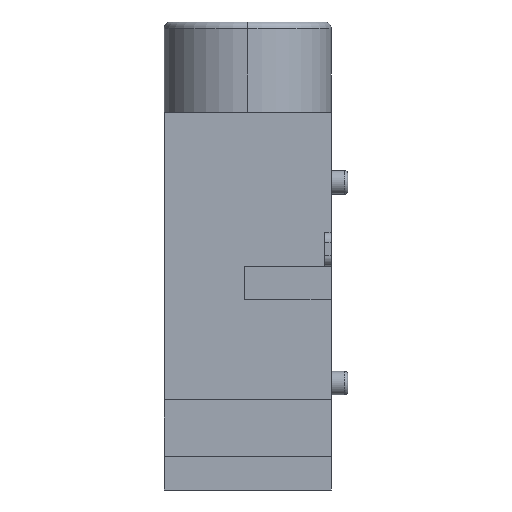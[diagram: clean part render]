
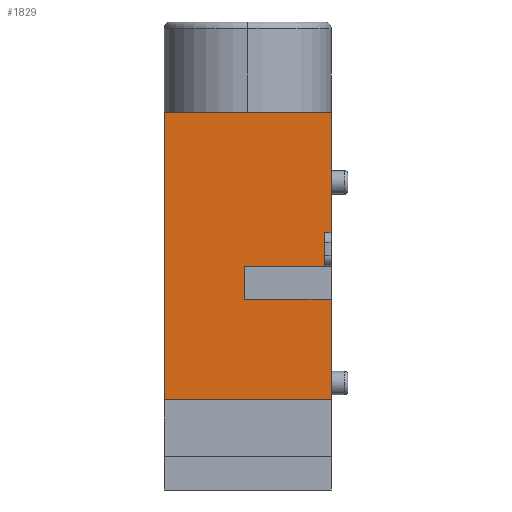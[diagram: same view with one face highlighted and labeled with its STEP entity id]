
A CAD part, left-side view. The second image highlights one B-rep face of the part: STEP entity #1829.
In plain terms, the highlighted planar face has unit normal (-1, 0, 0).
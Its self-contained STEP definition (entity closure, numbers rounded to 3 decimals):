
#37=DIRECTION('',(0.,-1.,0.));
#38=VECTOR('',#37,5.);
#39=CARTESIAN_POINT('',(-3.,2.5,0.));
#40=LINE('',#39,#38);
#169=DIRECTION('',(0.,-1.,0.));
#170=VECTOR('',#169,5.);
#171=CARTESIAN_POINT('',(-3.,2.5,-8.6));
#172=LINE('',#171,#170);
#173=DIRECTION('',(0.,0.,-1.));
#174=VECTOR('',#173,8.6);
#175=CARTESIAN_POINT('',(-3.,2.5,0.));
#176=LINE('',#175,#174);
#177=DIRECTION('',(0.,1.,0.));
#178=VECTOR('',#177,0.2);
#179=CARTESIAN_POINT('',(-3.,-2.5,-3.6));
#180=LINE('',#179,#178);
#181=DIRECTION('',(0.,0.,-1.));
#182=VECTOR('',#181,1.);
#183=CARTESIAN_POINT('',(-3.,-2.3,-3.6));
#184=LINE('',#183,#182);
#185=DIRECTION('',(0.,1.,0.));
#186=VECTOR('',#185,2.4);
#187=CARTESIAN_POINT('',(-3.,-2.3,-4.6));
#188=LINE('',#187,#186);
#189=DIRECTION('',(0.,0.,-1.));
#190=VECTOR('',#189,1.);
#191=CARTESIAN_POINT('',(-3.,0.1,-4.6));
#192=LINE('',#191,#190);
#193=DIRECTION('',(0.,1.,0.));
#194=VECTOR('',#193,2.6);
#195=CARTESIAN_POINT('',(-3.,-2.5,-5.6));
#196=LINE('',#195,#194);
#229=DIRECTION('',(0.,0.,-1.));
#230=VECTOR('',#229,3.);
#231=CARTESIAN_POINT('',(-3.,-2.5,-5.6));
#232=LINE('',#231,#230);
#259=DIRECTION('',(0.,0.,-1.));
#260=VECTOR('',#259,3.6);
#261=CARTESIAN_POINT('',(-3.,-2.5,0.));
#262=LINE('',#261,#260);
#1209=CARTESIAN_POINT('',(-3.,2.5,0.));
#1210=CARTESIAN_POINT('',(-3.,-2.5,0.));
#1211=VERTEX_POINT('',#1209);
#1212=VERTEX_POINT('',#1210);
#1265=CARTESIAN_POINT('',(-3.,0.1,-4.6));
#1266=CARTESIAN_POINT('',(-3.,0.1,-5.6));
#1267=VERTEX_POINT('',#1265);
#1268=VERTEX_POINT('',#1266);
#1269=CARTESIAN_POINT('',(-3.,-2.5,-5.6));
#1270=VERTEX_POINT('',#1269);
#1307=CARTESIAN_POINT('',(-3.,-2.3,-3.6));
#1308=CARTESIAN_POINT('',(-3.,-2.3,-4.6));
#1309=VERTEX_POINT('',#1307);
#1310=VERTEX_POINT('',#1308);
#1391=CARTESIAN_POINT('',(-3.,-2.5,-3.6));
#1392=VERTEX_POINT('',#1391);
#1569=CARTESIAN_POINT('',(-3.,2.5,-8.6));
#1570=CARTESIAN_POINT('',(-3.,-2.5,-8.6));
#1571=VERTEX_POINT('',#1569);
#1572=VERTEX_POINT('',#1570);
#1803=CARTESIAN_POINT('',(-3.,2.5,0.));
#1804=DIRECTION('',(-1.,0.,0.));
#1805=DIRECTION('',(0.,-1.,0.));
#1806=AXIS2_PLACEMENT_3D('',#1803,#1804,#1805);
#1807=PLANE('',#1806);
#1809=ORIENTED_EDGE('',*,*,#1808,.F.);
#1811=ORIENTED_EDGE('',*,*,#1810,.F.);
#1812=ORIENTED_EDGE('',*,*,#1614,.T.);
#1814=ORIENTED_EDGE('',*,*,#1813,.T.);
#1816=ORIENTED_EDGE('',*,*,#1815,.T.);
#1818=ORIENTED_EDGE('',*,*,#1817,.T.);
#1820=ORIENTED_EDGE('',*,*,#1819,.T.);
#1822=ORIENTED_EDGE('',*,*,#1821,.T.);
#1824=ORIENTED_EDGE('',*,*,#1823,.F.);
#1826=ORIENTED_EDGE('',*,*,#1825,.T.);
#1827=EDGE_LOOP('',(#1809,#1811,#1812,#1814,#1816,#1818,#1820,#1822,#1824,
#1826));
#1828=FACE_OUTER_BOUND('',#1827,.F.);
#1614=EDGE_CURVE('',#1211,#1212,#40,.T.);
#1808=EDGE_CURVE('',#1571,#1572,#172,.T.);
#1810=EDGE_CURVE('',#1211,#1571,#176,.T.);
#1813=EDGE_CURVE('',#1212,#1392,#262,.T.);
#1815=EDGE_CURVE('',#1392,#1309,#180,.T.);
#1817=EDGE_CURVE('',#1309,#1310,#184,.T.);
#1819=EDGE_CURVE('',#1310,#1267,#188,.T.);
#1821=EDGE_CURVE('',#1267,#1268,#192,.T.);
#1823=EDGE_CURVE('',#1270,#1268,#196,.T.);
#1825=EDGE_CURVE('',#1270,#1572,#232,.T.);
#1829=ADVANCED_FACE('',(#1828),#1807,.T.);
